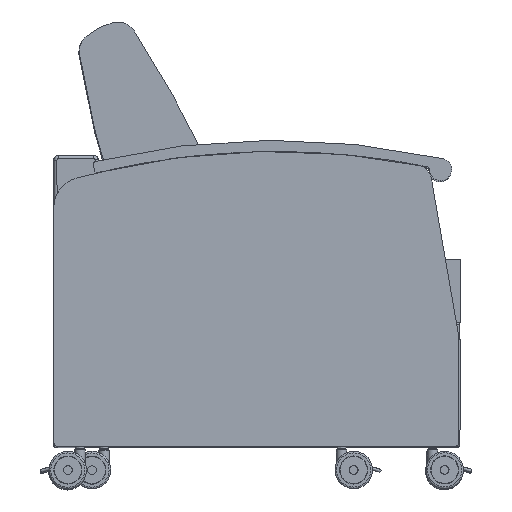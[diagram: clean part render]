
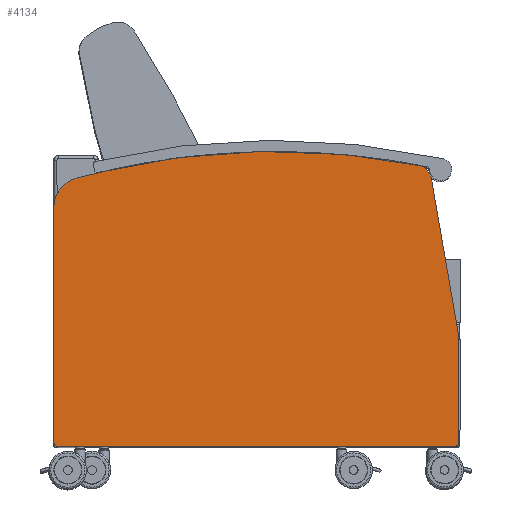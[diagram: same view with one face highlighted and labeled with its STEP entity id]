
A CAD part, top view. The second image highlights one B-rep face of the part: STEP entity #4134.
In plain terms, the highlighted planar face has unit normal (0.001, 0, 1).
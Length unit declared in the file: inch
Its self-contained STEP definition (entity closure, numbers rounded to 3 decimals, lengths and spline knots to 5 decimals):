
#366=PLANE('',#4567);
#470=FACE_OUTER_BOUND('',#745,.T.);
#745=EDGE_LOOP('',(#2908,#2909,#2910,#2911,#2912,#2913,#2914,#2915,#2916,
#2917,#2918,#2919,#2920,#2921,#2922,#2923));
#1074=LINE('',#6512,#1342);
#1082=LINE('',#6547,#1350);
#1086=LINE('',#6559,#1354);
#1089=LINE('',#6567,#1357);
#1092=LINE('',#6575,#1360);
#1096=LINE('',#6587,#1364);
#1099=LINE('',#6594,#1367);
#1342=VECTOR('',#5112,0.3937);
#1350=VECTOR('',#5144,0.3937);
#1354=VECTOR('',#5158,0.3937);
#1357=VECTOR('',#5167,0.3937);
#1360=VECTOR('',#5176,0.3937);
#1364=VECTOR('',#5190,0.3937);
#1367=VECTOR('',#5199,0.3937);
#1606=CIRCLE('',#4533,0.25);
#1616=CIRCLE('',#4546,0.25);
#1617=CIRCLE('',#4549,2.375);
#1618=CIRCLE('',#4551,60.375);
#1619=CIRCLE('',#4554,60.375);
#1620=CIRCLE('',#4557,60.375);
#1621=CIRCLE('',#4560,60.375);
#1622=CIRCLE('',#4562,1.375);
#1623=CIRCLE('',#4565,1.375);
#1854=VERTEX_POINT('',#6499);
#1855=VERTEX_POINT('',#6500);
#1859=VERTEX_POINT('',#6510);
#1873=VERTEX_POINT('',#6542);
#1874=VERTEX_POINT('',#6546);
#1875=VERTEX_POINT('',#6550);
#1876=VERTEX_POINT('',#6554);
#1877=VERTEX_POINT('',#6558);
#1878=VERTEX_POINT('',#6562);
#1879=VERTEX_POINT('',#6566);
#1880=VERTEX_POINT('',#6570);
#1881=VERTEX_POINT('',#6574);
#1882=VERTEX_POINT('',#6578);
#1883=VERTEX_POINT('',#6582);
#1884=VERTEX_POINT('',#6586);
#1885=VERTEX_POINT('',#6590);
#2245=EDGE_CURVE('',#1854,#1855,#1606,.T.);
#2251=EDGE_CURVE('',#1854,#1859,#1074,.T.);
#2266=EDGE_CURVE('',#1873,#1859,#1616,.T.);
#2268=EDGE_CURVE('',#1874,#1855,#1082,.T.);
#2270=EDGE_CURVE('',#1875,#1874,#1617,.T.);
#2272=EDGE_CURVE('',#1876,#1875,#1618,.T.);
#2274=EDGE_CURVE('',#1877,#1876,#1086,.T.);
#2276=EDGE_CURVE('',#1878,#1877,#1619,.T.);
#2278=EDGE_CURVE('',#1879,#1878,#1089,.T.);
#2280=EDGE_CURVE('',#1880,#1879,#1620,.T.);
#2282=EDGE_CURVE('',#1881,#1880,#1092,.T.);
#2284=EDGE_CURVE('',#1882,#1881,#1621,.T.);
#2286=EDGE_CURVE('',#1883,#1882,#1622,.T.);
#2288=EDGE_CURVE('',#1884,#1883,#1096,.T.);
#2290=EDGE_CURVE('',#1885,#1884,#1623,.T.);
#2292=EDGE_CURVE('',#1873,#1885,#1099,.T.);
#2908=ORIENTED_EDGE('',*,*,#2245,.F.);
#2909=ORIENTED_EDGE('',*,*,#2251,.T.);
#2910=ORIENTED_EDGE('',*,*,#2266,.F.);
#2911=ORIENTED_EDGE('',*,*,#2292,.T.);
#2912=ORIENTED_EDGE('',*,*,#2290,.T.);
#2913=ORIENTED_EDGE('',*,*,#2288,.T.);
#2914=ORIENTED_EDGE('',*,*,#2286,.T.);
#2915=ORIENTED_EDGE('',*,*,#2284,.T.);
#2916=ORIENTED_EDGE('',*,*,#2282,.T.);
#2917=ORIENTED_EDGE('',*,*,#2280,.T.);
#2918=ORIENTED_EDGE('',*,*,#2278,.T.);
#2919=ORIENTED_EDGE('',*,*,#2276,.T.);
#2920=ORIENTED_EDGE('',*,*,#2274,.T.);
#2921=ORIENTED_EDGE('',*,*,#2272,.T.);
#2922=ORIENTED_EDGE('',*,*,#2270,.T.);
#2923=ORIENTED_EDGE('',*,*,#2268,.T.);
#4134=ADVANCED_FACE('',(#470),#366,.T.);
#4533=AXIS2_PLACEMENT_3D('',#6501,#5102,#5103);
#4546=AXIS2_PLACEMENT_3D('',#6543,#5139,#5140);
#4549=AXIS2_PLACEMENT_3D('',#6551,#5148,#5149);
#4551=AXIS2_PLACEMENT_3D('',#6555,#5153,#5154);
#4554=AXIS2_PLACEMENT_3D('',#6563,#5162,#5163);
#4557=AXIS2_PLACEMENT_3D('',#6571,#5171,#5172);
#4560=AXIS2_PLACEMENT_3D('',#6579,#5180,#5181);
#4562=AXIS2_PLACEMENT_3D('',#6583,#5185,#5186);
#4565=AXIS2_PLACEMENT_3D('',#6591,#5194,#5195);
#4567=AXIS2_PLACEMENT_3D('',#6595,#5200,#5201);
#5102=DIRECTION('center_axis',(0.,0.,-1.));
#5103=DIRECTION('ref_axis',(-0.707,-0.707,0.));
#5112=DIRECTION('',(1.,0.,0.));
#5139=DIRECTION('center_axis',(0.,0.,-1.));
#5140=DIRECTION('ref_axis',(0.707,-0.707,0.));
#5144=DIRECTION('',(0.,-1.,0.));
#5148=DIRECTION('center_axis',(0.,0.,1.));
#5149=DIRECTION('ref_axis',(-0.261,0.965,0.));
#5153=DIRECTION('center_axis',(0.,0.,1.));
#5154=DIRECTION('ref_axis',(-0.121,0.993,0.));
#5158=DIRECTION('',(-0.994,-0.11,0.));
#5162=DIRECTION('center_axis',(0.,0.,1.));
#5163=DIRECTION('ref_axis',(0.,1.,0.));
#5167=DIRECTION('',(-1.,0.011,0.));
#5171=DIRECTION('center_axis',(0.,0.,1.));
#5172=DIRECTION('ref_axis',(0.149,0.989,0.));
#5176=DIRECTION('',(-0.987,0.159,0.));
#5180=DIRECTION('center_axis',(0.,0.,1.));
#5181=DIRECTION('ref_axis',(0.186,0.983,0.));
#5185=DIRECTION('center_axis',(0.,0.,1.));
#5186=DIRECTION('ref_axis',(0.985,0.17,0.));
#5190=DIRECTION('',(-0.17,0.985,0.));
#5194=DIRECTION('center_axis',(0.,0.,1.));
#5195=DIRECTION('ref_axis',(1.,0.,0.));
#5199=DIRECTION('',(0.,1.,0.));
#5200=DIRECTION('center_axis',(0.,0.,1.));
#5201=DIRECTION('ref_axis',(1.,0.,0.));
#6499=CARTESIAN_POINT('',(-31.34647,0.,2.5));
#6500=CARTESIAN_POINT('',(-31.59647,0.25,2.5));
#6501=CARTESIAN_POINT('Origin',(-31.34647,0.25,2.5));
#6510=CARTESIAN_POINT('',(0.125,0.,2.5));
#6512=CARTESIAN_POINT('',(-31.59647,0.,2.5));
#6542=CARTESIAN_POINT('',(0.375,0.25,2.5));
#6543=CARTESIAN_POINT('Origin',(0.125,0.25,2.5));
#6546=CARTESIAN_POINT('',(-31.59647,18.89375,2.5));
#6547=CARTESIAN_POINT('',(-31.59647,18.89375,2.5));
#6550=CARTESIAN_POINT('',(-29.84167,21.18634,2.5));
#6551=CARTESIAN_POINT('Origin',(-29.22147,18.89375,2.5));
#6554=CARTESIAN_POINT('',(-21.40515,22.83468,2.5));
#6555=CARTESIAN_POINT('Origin',(-14.07552,-37.09375,2.5));
#6558=CARTESIAN_POINT('',(-19.97207,22.99261,2.5));
#6559=CARTESIAN_POINT('',(-19.97207,22.99261,2.5));
#6562=CARTESIAN_POINT('',(-14.08338,23.28125,2.5));
#6563=CARTESIAN_POINT('Origin',(-14.07552,-37.09375,2.5));
#6566=CARTESIAN_POINT('',(-12.79278,23.26762,2.5));
#6567=CARTESIAN_POINT('',(-12.79278,23.26762,2.5));
#6570=CARTESIAN_POINT('',(-5.08454,22.60803,2.5));
#6571=CARTESIAN_POINT('Origin',(-14.07552,-37.09375,2.5));
#6574=CARTESIAN_POINT('',(-3.90215,22.41795,2.5));
#6575=CARTESIAN_POINT('',(-3.90215,22.41795,2.5));
#6578=CARTESIAN_POINT('',(-2.85475,22.22939,2.5));
#6579=CARTESIAN_POINT('Origin',(-14.07552,-37.09375,2.5));
#6582=CARTESIAN_POINT('',(-1.75537,21.11244,2.5));
#6583=CARTESIAN_POINT('Origin',(-3.1103,20.87834,2.5));
#6586=CARTESIAN_POINT('',(0.35493,8.89835,2.5));
#6587=CARTESIAN_POINT('',(0.35493,8.89835,2.5));
#6590=CARTESIAN_POINT('',(0.375,8.66425,2.5));
#6591=CARTESIAN_POINT('Origin',(-1.,8.66425,2.5));
#6594=CARTESIAN_POINT('',(0.375,0.,2.5));
#6595=CARTESIAN_POINT('Origin',(-15.69864,9.93573,2.5));
